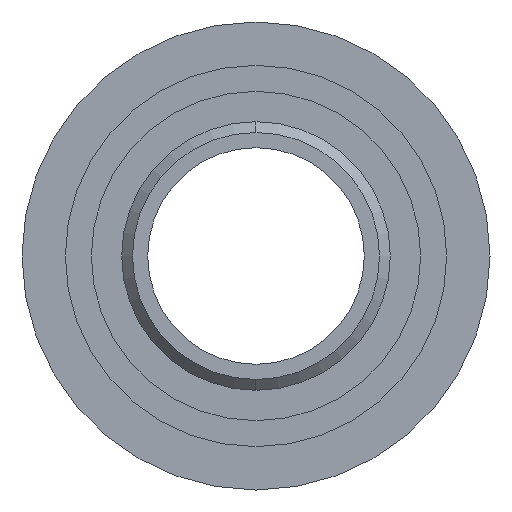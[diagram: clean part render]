
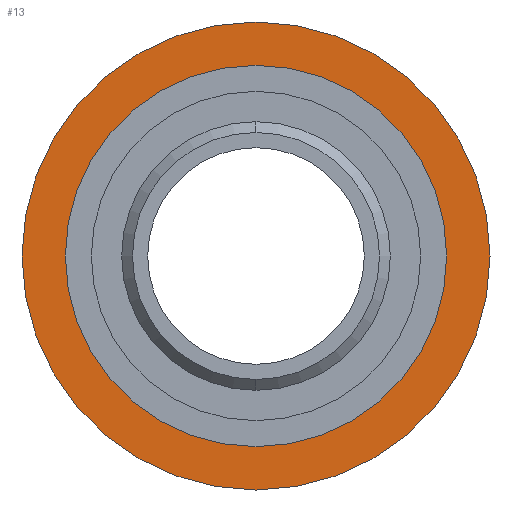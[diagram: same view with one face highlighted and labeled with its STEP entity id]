
A CAD part, left-side view. The second image highlights one B-rep face of the part: STEP entity #13.
In plain terms, the highlighted planar face has unit normal (-1, 0, 0).
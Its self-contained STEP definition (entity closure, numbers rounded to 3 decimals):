
#13 = ADVANCED_FACE ( 'NONE', ( #166, #168 ), #169, .T. ) ;
#87 = ORIENTED_EDGE ( 'NONE', *, *, #624, .T. ) ;
#88 = ORIENTED_EDGE ( 'NONE', *, *, #605, .T. ) ;
#89 = ORIENTED_EDGE ( 'NONE', *, *, #646, .F. ) ;
#90 = ORIENTED_EDGE ( 'NONE', *, *, #595, .F. ) ;
#127 = EDGE_LOOP ( 'NONE', ( #89, #90 ) ) ;
#140 = EDGE_LOOP ( 'NONE', ( #87, #88 ) ) ;
#164 = DIRECTION ( 'NONE',  ( -1., 0., 0. ) ) ;
#165 = CARTESIAN_POINT ( 'NONE',  ( 54., -149.51, 0. ) ) ;
#166 = FACE_OUTER_BOUND ( 'NONE', #140, .T. ) ;
#168 = FACE_BOUND ( 'NONE', #127, .T. ) ;
#169 = PLANE ( 'NONE',  #321 ) ;
#171 = DIRECTION ( 'NONE',  ( 0., 0., 1. ) ) ;
#263 = CARTESIAN_POINT ( 'NONE',  ( 54., 0., 44. ) ) ;
#268 = CARTESIAN_POINT ( 'NONE',  ( 54., 0., -44. ) ) ;
#274 = CARTESIAN_POINT ( 'NONE',  ( 54., 0., 54. ) ) ;
#275 = CARTESIAN_POINT ( 'NONE',  ( 54., 0., -54. ) ) ;
#311 = CARTESIAN_POINT ( 'NONE',  ( 54., 0., 0. ) ) ;
#312 = DIRECTION ( 'NONE',  ( -1., 0., 0. ) ) ;
#313 = DIRECTION ( 'NONE',  ( 0., 0., 1. ) ) ;
#321 = AXIS2_PLACEMENT_3D ( 'NONE', #165, #164, #171 ) ;
#358 = CIRCLE ( 'NONE', #363, 44. ) ;
#363 = AXIS2_PLACEMENT_3D ( 'NONE', #311, #312, #313 ) ;
#377 = CIRCLE ( 'NONE', #380, 54. ) ;
#380 = AXIS2_PLACEMENT_3D ( 'NONE', #695, #696, #697 ) ;
#408 = CIRCLE ( 'NONE', #410, 54. ) ;
#410 = AXIS2_PLACEMENT_3D ( 'NONE', #748, #749, #750 ) ;
#440 = CIRCLE ( 'NONE', #442, 44. ) ;
#442 = AXIS2_PLACEMENT_3D ( 'NONE', #824, #825, #826 ) ;
#569 = VERTEX_POINT ( 'NONE', #263 ) ;
#574 = VERTEX_POINT ( 'NONE', #268 ) ;
#580 = VERTEX_POINT ( 'NONE', #274 ) ;
#581 = VERTEX_POINT ( 'NONE', #275 ) ;
#595 = EDGE_CURVE ( 'NONE', #574, #569, #358, .T. ) ;
#605 = EDGE_CURVE ( 'NONE', #581, #580, #377, .T. ) ;
#624 = EDGE_CURVE ( 'NONE', #580, #581, #408, .T. ) ;
#646 = EDGE_CURVE ( 'NONE', #569, #574, #440, .T. ) ;
#695 = CARTESIAN_POINT ( 'NONE',  ( 54., 0., 0. ) ) ;
#696 = DIRECTION ( 'NONE',  ( -1., 0., 0. ) ) ;
#697 = DIRECTION ( 'NONE',  ( 0., 0., 1. ) ) ;
#748 = CARTESIAN_POINT ( 'NONE',  ( 54., 0., 0. ) ) ;
#749 = DIRECTION ( 'NONE',  ( -1., 0., 0. ) ) ;
#750 = DIRECTION ( 'NONE',  ( 0., 0., 1. ) ) ;
#824 = CARTESIAN_POINT ( 'NONE',  ( 54., 0., 0. ) ) ;
#825 = DIRECTION ( 'NONE',  ( -1., 0., 0. ) ) ;
#826 = DIRECTION ( 'NONE',  ( 0., 0., 1. ) ) ;
